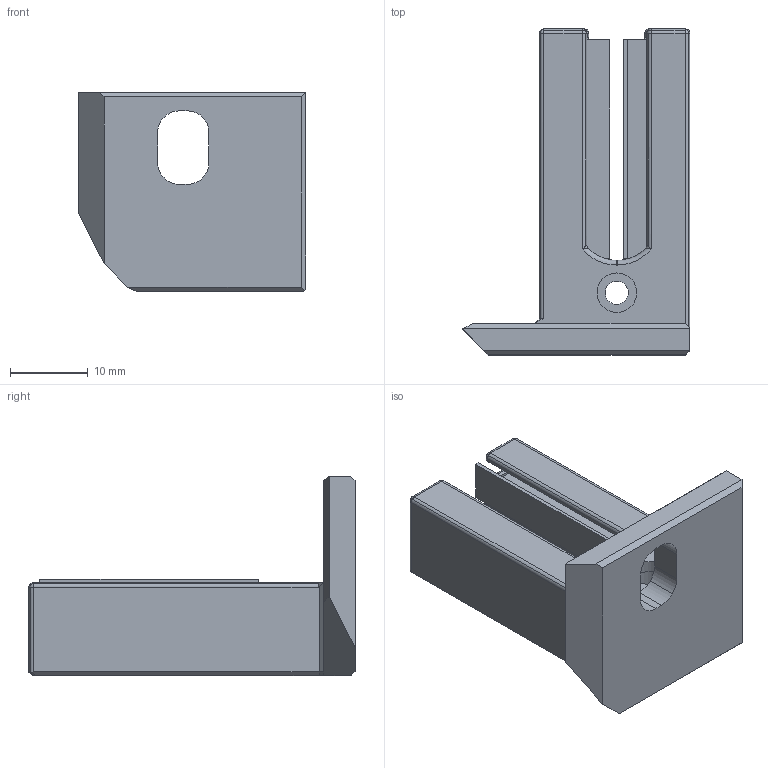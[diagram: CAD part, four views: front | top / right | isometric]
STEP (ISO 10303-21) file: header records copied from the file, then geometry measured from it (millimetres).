
FILE_DESCRIPTION(('STEP AP214'),'1');
FILE_NAME('Ender5DockV7.stp','2022-04-05T06:01:49',(' '),(' '),'Spatial InterOp 3D',' ',' ');
FILE_SCHEMA(('automotive_design'));
Length unit declared in the file: inch
Products named in the file (3): 1; 2; 3
Bounding box: 29.31 x 41.97 x 25.69 mm (x, y, z)
Volume: 8021.2 mm3; surface area: 6387.4 mm2
Topology: 3 solids, 3 shells, 182 faces, 457 edges, 278 vertices
Faces by surface type: cylinder 77, plane 71, cone 16, sphere 12, torus 4, bspline 2
Entity records: 7235 total; most frequent: CARTESIAN_POINT 1324, DIRECTION 962, ORIENTED_EDGE 906, EDGE_CURVE 453, AXIS2_PLACEMENT_3D 356, VERTEX_POINT 278, LINE 250, VECTOR 250
